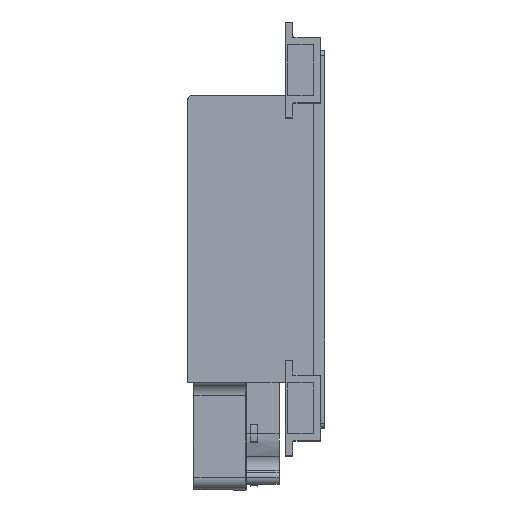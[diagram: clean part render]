
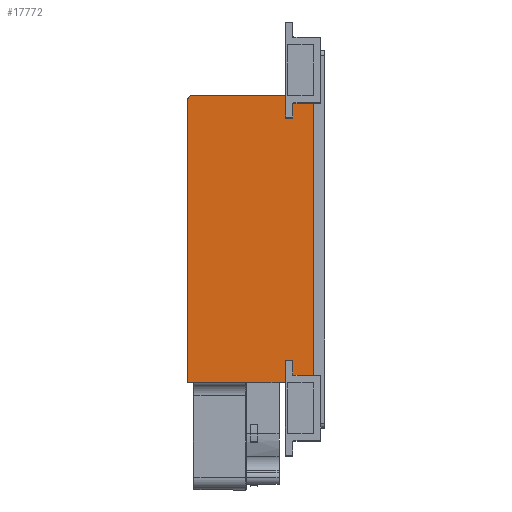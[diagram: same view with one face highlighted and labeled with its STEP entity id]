
A CAD part, left-side view. The second image highlights one B-rep face of the part: STEP entity #17772.
In plain terms, the highlighted planar face has unit normal (-1, 0, 0).
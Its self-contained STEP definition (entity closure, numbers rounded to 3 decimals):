
#628 = VECTOR ( 'NONE', #25272, 1000. ) ;
#759 = CARTESIAN_POINT ( 'NONE',  ( -107., 50., 57. ) ) ;
#1454 = DIRECTION ( 'NONE',  ( 0., 0., -1. ) ) ;
#1836 = ORIENTED_EDGE ( 'NONE', *, *, #9803, .F. ) ;
#3864 = DIRECTION ( 'NONE',  ( 1., 0., 0. ) ) ;
#4637 = ORIENTED_EDGE ( 'NONE', *, *, #5459, .T. ) ;
#4659 = AXIS2_PLACEMENT_3D ( 'NONE', #20041, #7397, #32545 ) ;
#4894 = LINE ( 'NONE', #759, #6467 ) ;
#5459 = EDGE_CURVE ( 'NONE', #22981, #16263, #17827, .T. ) ;
#5637 = CARTESIAN_POINT ( 'NONE',  ( -107., 50., 57. ) ) ;
#6192 = CARTESIAN_POINT ( 'NONE',  ( -107., 0., -55. ) ) ;
#6467 = VECTOR ( 'NONE', #28464, 1000. ) ;
#6523 = LINE ( 'NONE', #25166, #628 ) ;
#7397 = DIRECTION ( 'NONE',  ( -1., 0., 0. ) ) ;
#8136 = PLANE ( 'NONE',  #12360 ) ;
#9803 = EDGE_CURVE ( 'NONE', #22981, #12488, #4894, .T. ) ;
#10045 = DIRECTION ( 'NONE',  ( 0., 0., 1. ) ) ;
#11611 = EDGE_CURVE ( 'NONE', #16263, #15275, #15713, .T. ) ;
#11972 = VERTEX_POINT ( 'NONE', #15760 ) ;
#12360 = AXIS2_PLACEMENT_3D ( 'NONE', #5637, #3864, #1454 ) ;
#12488 = VERTEX_POINT ( 'NONE', #16056 ) ;
#12916 = VERTEX_POINT ( 'NONE', #18779 ) ;
#13031 = CARTESIAN_POINT ( 'NONE',  ( -107., 2., -57. ) ) ;
#13076 = ORIENTED_EDGE ( 'NONE', *, *, #13318, .T. ) ;
#13318 = EDGE_CURVE ( 'NONE', #12916, #12488, #27792, .T. ) ;
#14175 = CARTESIAN_POINT ( 'NONE',  ( -107., 48., 55. ) ) ;
#15275 = VERTEX_POINT ( 'NONE', #6192 ) ;
#15713 = CIRCLE ( 'NONE', #4659, 2. ) ;
#15760 = CARTESIAN_POINT ( 'NONE',  ( -107., 0., 57. ) ) ;
#16056 = CARTESIAN_POINT ( 'NONE',  ( -107., 50., 55. ) ) ;
#16263 = VERTEX_POINT ( 'NONE', #13031 ) ;
#17772 = ADVANCED_FACE ( 'NONE', ( #21906 ), #8136, .F. ) ;
#17798 = VECTOR ( 'NONE', #22133, 1000. ) ;
#17827 = LINE ( 'NONE', #22340, #17798 ) ;
#18279 = ORIENTED_EDGE ( 'NONE', *, *, #29307, .T. ) ;
#18779 = CARTESIAN_POINT ( 'NONE',  ( -107., 48., 57. ) ) ;
#20041 = CARTESIAN_POINT ( 'NONE',  ( -107., 2., -55. ) ) ;
#21314 = VECTOR ( 'NONE', #10045, 1000. ) ;
#21906 = FACE_OUTER_BOUND ( 'NONE', #24663, .T. ) ;
#22088 = CARTESIAN_POINT ( 'NONE',  ( -107., 50., -57. ) ) ;
#22133 = DIRECTION ( 'NONE',  ( 0., -1., 0. ) ) ;
#22340 = CARTESIAN_POINT ( 'NONE',  ( -107., 50., -57. ) ) ;
#22981 = VERTEX_POINT ( 'NONE', #22088 ) ;
#24503 = LINE ( 'NONE', #32464, #21314 ) ;
#24663 = EDGE_LOOP ( 'NONE', ( #4637, #28605, #18279, #31003, #13076, #1836 ) ) ;
#25166 = CARTESIAN_POINT ( 'NONE',  ( -107., 50., 57. ) ) ;
#25272 = DIRECTION ( 'NONE',  ( 0., -1., 0. ) ) ;
#27464 = AXIS2_PLACEMENT_3D ( 'NONE', #14175, #29355, #31758 ) ;
#27792 = CIRCLE ( 'NONE', #27464, 2. ) ;
#28464 = DIRECTION ( 'NONE',  ( 0., 0., 1. ) ) ;
#28605 = ORIENTED_EDGE ( 'NONE', *, *, #11611, .T. ) ;
#29307 = EDGE_CURVE ( 'NONE', #15275, #11972, #24503, .T. ) ;
#29355 = DIRECTION ( 'NONE',  ( -1., 0., 0. ) ) ;
#31003 = ORIENTED_EDGE ( 'NONE', *, *, #32227, .F. ) ;
#31758 = DIRECTION ( 'NONE',  ( 0., 0., -1. ) ) ;
#32227 = EDGE_CURVE ( 'NONE', #12916, #11972, #6523, .T. ) ;
#32464 = CARTESIAN_POINT ( 'NONE',  ( -107., 0., 57. ) ) ;
#32545 = DIRECTION ( 'NONE',  ( 0., 0., -1. ) ) ;
